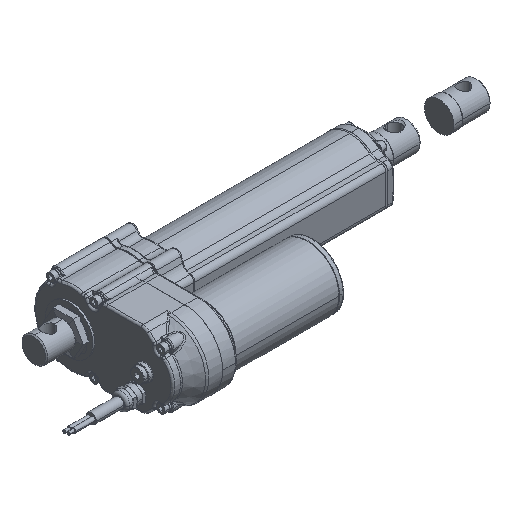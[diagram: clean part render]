
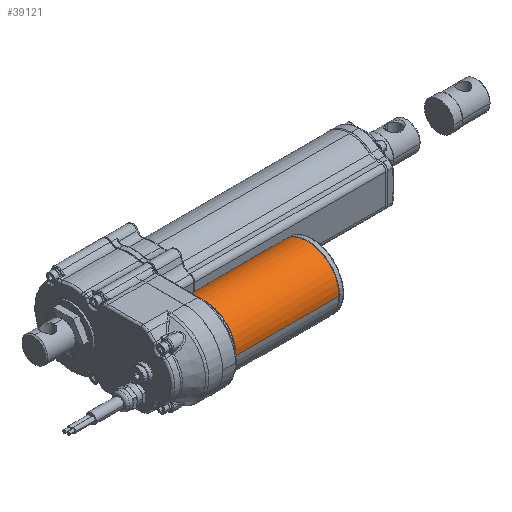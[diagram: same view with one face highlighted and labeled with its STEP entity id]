
A CAD part, isometric view. The second image highlights one B-rep face of the part: STEP entity #39121.
In plain terms, the highlighted cylindrical face has radius 32 mm (diameter 64 mm), a partial arc.
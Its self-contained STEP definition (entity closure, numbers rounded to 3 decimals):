
#924 = AXIS2_PLACEMENT_3D ( 'NONE', #26637, #30694, #40444 ) ;
#1186 = CARTESIAN_POINT ( 'NONE',  ( 69.301, -79.188, 31.798 ) ) ;
#1853 = CARTESIAN_POINT ( 'NONE',  ( 69.301, -105.365, 10.315 ) ) ;
#2432 = CARTESIAN_POINT ( 'NONE',  ( 174.001, -99.108, 21.15 ) ) ;
#2868 = CARTESIAN_POINT ( 'NONE',  ( 174.001, -44.023, 8.301 ) ) ;
#4143 = VECTOR ( 'NONE', #43916, 1000. ) ;
#4583 = CARTESIAN_POINT ( 'NONE',  ( 69.301, -49.556, 19.524 ) ) ;
#4675 = EDGE_LOOP ( 'NONE', ( #11983, #30658, #32980, #20415 ) ) ;
#5170 = VERTEX_POINT ( 'NONE', #24322 ) ;
#5692 = CARTESIAN_POINT ( 'NONE',  ( 69.301, -83.297, 30.981 ) ) ;
#6038 = CARTESIAN_POINT ( 'NONE',  ( 174.001, -46.237, 14.185 ) ) ;
#6081 = CARTESIAN_POINT ( 'NONE',  ( 69.301, -42.999, 0.004 ) ) ;
#6255 = CARTESIAN_POINT ( 'NONE',  ( 174.001, -50.891, 21.15 ) ) ;
#6288 = EDGE_CURVE ( 'NONE', #5170, #15287, #35696, .T. ) ;
#6701 = CARTESIAN_POINT ( 'NONE',  ( 174.001, -106.999, 0.004 ) ) ;
#6920 = CARTESIAN_POINT ( 'NONE',  ( 174.001, -42.999, 2.098 ) ) ;
#7743 = CARTESIAN_POINT ( 'NONE',  ( 69.301, -46.237, 14.185 ) ) ;
#8183 = CARTESIAN_POINT ( 'NONE',  ( 69.301, -103.762, 14.185 ) ) ;
#9110 = LINE ( 'NONE', #12273, #4143 ) ;
#9417 = CARTESIAN_POINT ( 'NONE',  ( 174.001, -64.689, 30.37 ) ) ;
#9856 = CARTESIAN_POINT ( 'NONE',  ( 174.001, -43.206, 4.193 ) ) ;
#10072 = CARTESIAN_POINT ( 'NONE',  ( 174.001, -103.762, 14.185 ) ) ;
#11344 = CARTESIAN_POINT ( 'NONE',  ( 69.301, -60.819, 28.767 ) ) ;
#11570 = CARTESIAN_POINT ( 'NONE',  ( 69.301, -96.146, 24.112 ) ) ;
#11798 = CARTESIAN_POINT ( 'NONE',  ( 69.301, -91.036, 27.775 ) ) ;
#11983 = ORIENTED_EDGE ( 'NONE', *, *, #16428, .F. ) ;
#12014 = CARTESIAN_POINT ( 'NONE',  ( 69.301, -106.999, 0.004 ) ) ;
#12273 = CARTESIAN_POINT ( 'NONE',  ( 56.001, -42.999, 0.004 ) ) ;
#12481 = CARTESIAN_POINT ( 'NONE',  ( 69.301, -105.976, 8.301 ) ) ;
#12876 = FACE_OUTER_BOUND ( 'NONE', #4675, .T. ) ;
#13854 = CARTESIAN_POINT ( 'NONE',  ( 69.301, -64.689, 30.37 ) ) ;
#14895 = VECTOR ( 'NONE', #28748, 1000. ) ;
#15287 = VERTEX_POINT ( 'NONE', #33555 ) ;
#15628 = CARTESIAN_POINT ( 'NONE',  ( 69.301, -106.999, 2.098 ) ) ;
#16189 = CARTESIAN_POINT ( 'NONE',  ( 174.001, -85.31, 30.37 ) ) ;
#16428 = EDGE_CURVE ( 'NONE', #5170, #39647, #18353, .T. ) ;
#16857 = CARTESIAN_POINT ( 'NONE',  ( 174.001, -44.634, 10.315 ) ) ;
#17447 = EDGE_CURVE ( 'NONE', #15287, #30806, #9110, .T. ) ;
#18353 = LINE ( 'NONE', #21518, #14895 ) ;
#18776 = CARTESIAN_POINT ( 'NONE',  ( 69.301, -100.443, 19.524 ) ) ;
#19843 = EDGE_CURVE ( 'NONE', #30806, #39647, #37898, .T. ) ;
#19862 = CYLINDRICAL_SURFACE ( 'NONE', #924, 32. ) ;
#20007 = CARTESIAN_POINT ( 'NONE',  ( 174.001, -49.556, 19.524 ) ) ;
#20236 = CARTESIAN_POINT ( 'NONE',  ( 174.001, -100.443, 19.524 ) ) ;
#20415 = ORIENTED_EDGE ( 'NONE', *, *, #19843, .T. ) ;
#21060 = CARTESIAN_POINT ( 'NONE',  ( 69.301, -42.999, 0.004 ) ) ;
#21499 = CARTESIAN_POINT ( 'NONE',  ( 69.301, -50.891, 21.15 ) ) ;
#21518 = CARTESIAN_POINT ( 'NONE',  ( 56.001, -106.999, 0.004 ) ) ;
#21726 = CARTESIAN_POINT ( 'NONE',  ( 69.301, -47.229, 16.041 ) ) ;
#21942 = CARTESIAN_POINT ( 'NONE',  ( 69.301, -77.094, 32.004 ) ) ;
#23177 = CARTESIAN_POINT ( 'NONE',  ( 174.001, -58.963, 27.775 ) ) ;
#23402 = CARTESIAN_POINT ( 'NONE',  ( 174.001, -83.297, 30.981 ) ) ;
#23842 = CARTESIAN_POINT ( 'NONE',  ( 174.001, -60.819, 28.767 ) ) ;
#24063 = CARTESIAN_POINT ( 'NONE',  ( 174.001, -47.229, 16.041 ) ) ;
#24224 = CARTESIAN_POINT ( 'NONE',  ( 69.301, -66.702, 30.981 ) ) ;
#24322 = CARTESIAN_POINT ( 'NONE',  ( 174.001, -106.999, 0.004 ) ) ;
#25557 = CARTESIAN_POINT ( 'NONE',  ( 69.301, -89.18, 28.767 ) ) ;
#26240 = CARTESIAN_POINT ( 'NONE',  ( 69.301, -70.811, 31.798 ) ) ;
#26571 = CARTESIAN_POINT ( 'NONE',  ( 174.001, -106.999, 2.098 ) ) ;
#26637 = CARTESIAN_POINT ( 'NONE',  ( 56.001, -74.999, 0.004 ) ) ;
#26798 = CARTESIAN_POINT ( 'NONE',  ( 174.001, -105.976, 8.301 ) ) ;
#27012 = CARTESIAN_POINT ( 'NONE',  ( 174.001, -77.094, 32.004 ) ) ;
#27234 = CARTESIAN_POINT ( 'NONE',  ( 174.001, -91.036, 27.775 ) ) ;
#27623 = CARTESIAN_POINT ( 'NONE',  ( 69.301, -42.999, 2.098 ) ) ;
#28510 = CARTESIAN_POINT ( 'NONE',  ( 69.301, -55.48, 25.447 ) ) ;
#28725 = CARTESIAN_POINT ( 'NONE',  ( 69.301, -106.793, 4.193 ) ) ;
#28748 = DIRECTION ( 'NONE',  ( -1., 0., 0. ) ) ;
#29963 = CARTESIAN_POINT ( 'NONE',  ( 174.001, -72.905, 32.004 ) ) ;
#30630 = CARTESIAN_POINT ( 'NONE',  ( 174.001, -89.18, 28.767 ) ) ;
#30658 = ORIENTED_EDGE ( 'NONE', *, *, #6288, .T. ) ;
#30694 = DIRECTION ( 'NONE',  ( -1., 0., 0. ) ) ;
#30806 = VERTEX_POINT ( 'NONE', #6081 ) ;
#31454 = CARTESIAN_POINT ( 'NONE',  ( 69.301, -44.023, 8.301 ) ) ;
#32110 = CARTESIAN_POINT ( 'NONE',  ( 69.301, -85.31, 30.37 ) ) ;
#32336 = CARTESIAN_POINT ( 'NONE',  ( 69.301, -99.108, 21.15 ) ) ;
#32556 = CARTESIAN_POINT ( 'NONE',  ( 69.301, -94.519, 25.447 ) ) ;
#32785 = CARTESIAN_POINT ( 'NONE',  ( 69.301, -102.77, 16.041 ) ) ;
#32980 = ORIENTED_EDGE ( 'NONE', *, *, #17447, .T. ) ;
#33555 = CARTESIAN_POINT ( 'NONE',  ( 174.001, -42.999, 0.004 ) ) ;
#34019 = CARTESIAN_POINT ( 'NONE',  ( 174.001, -70.811, 31.798 ) ) ;
#34248 = CARTESIAN_POINT ( 'NONE',  ( 174.001, -105.365, 10.315 ) ) ;
#34854 = CARTESIAN_POINT ( 'NONE',  ( 69.301, -43.206, 4.193 ) ) ;
#35289 = CARTESIAN_POINT ( 'NONE',  ( 69.301, -53.853, 24.112 ) ) ;
#35696 = B_SPLINE_CURVE_WITH_KNOTS ( 'NONE', 3,
 ( #6701, #26571, #37847, #26798, #34248, #10072, #37395, #20236, #2432, #36966, #40382, #27234, #30630, #16189, #23402, #41039, #27012, #29963, #34019, #43784, #9417, #23842, #23177, #37184, #41262, #6255, #20007, #24063, #6038, #16857, #2868, #9856, #6920, #40603 ),
 .UNSPECIFIED., .F., .F.,
 ( 4, 2, 2, 2, 2, 2, 2, 2, 2, 2, 2, 2, 2, 2, 2, 2, 4 ),
 ( 0., 0.062, 0.125, 0.187, 0.25, 0.312, 0.375, 0.437, 0.5, 0.562, 0.625, 0.687, 0.75, 0.812, 0.875, 0.937, 1. ),
 .UNSPECIFIED. ) ;
#36178 = CARTESIAN_POINT ( 'NONE',  ( 69.301, -72.905, 32.004 ) ) ;
#36966 = CARTESIAN_POINT ( 'NONE',  ( 174.001, -96.146, 24.112 ) ) ;
#37184 = CARTESIAN_POINT ( 'NONE',  ( 174.001, -55.48, 25.447 ) ) ;
#37395 = CARTESIAN_POINT ( 'NONE',  ( 174.001, -102.77, 16.041 ) ) ;
#37847 = CARTESIAN_POINT ( 'NONE',  ( 174.001, -106.793, 4.193 ) ) ;
#37898 = B_SPLINE_CURVE_WITH_KNOTS ( 'NONE', 3,
 ( #21060, #27623, #34854, #31454, #38678, #7743, #21726, #4583, #21499, #35289, #28510, #42317, #11344, #13854, #24224, #26240, #36178, #21942, #1186, #5692, #32110, #25557, #11798, #32556, #11570, #32336, #18776, #32785, #8183, #1853, #12481, #28725, #15628, #12014 ),
 .UNSPECIFIED., .F., .F.,
 ( 4, 2, 2, 2, 2, 2, 2, 2, 2, 2, 2, 2, 2, 2, 2, 2, 4 ),
 ( 0., 0.063, 0.125, 0.188, 0.25, 0.313, 0.375, 0.438, 0.5, 0.563, 0.625, 0.688, 0.75, 0.813, 0.875, 0.938, 1. ),
 .UNSPECIFIED. ) ;
#38678 = CARTESIAN_POINT ( 'NONE',  ( 69.301, -44.634, 10.315 ) ) ;
#39121 = ADVANCED_FACE ( 'NONE', ( #12876 ), #19862, .T. ) ;
#39647 = VERTEX_POINT ( 'NONE', #40723 ) ;
#40382 = CARTESIAN_POINT ( 'NONE',  ( 174.001, -94.519, 25.447 ) ) ;
#40444 = DIRECTION ( 'NONE',  ( 0., 1., 0. ) ) ;
#40603 = CARTESIAN_POINT ( 'NONE',  ( 174.001, -42.999, 0.004 ) ) ;
#40723 = CARTESIAN_POINT ( 'NONE',  ( 69.301, -106.999, 0.004 ) ) ;
#41039 = CARTESIAN_POINT ( 'NONE',  ( 174.001, -79.188, 31.798 ) ) ;
#41262 = CARTESIAN_POINT ( 'NONE',  ( 174.001, -53.853, 24.112 ) ) ;
#42317 = CARTESIAN_POINT ( 'NONE',  ( 69.301, -58.963, 27.775 ) ) ;
#43784 = CARTESIAN_POINT ( 'NONE',  ( 174.001, -66.702, 30.981 ) ) ;
#43916 = DIRECTION ( 'NONE',  ( -1., 0., 0. ) ) ;
